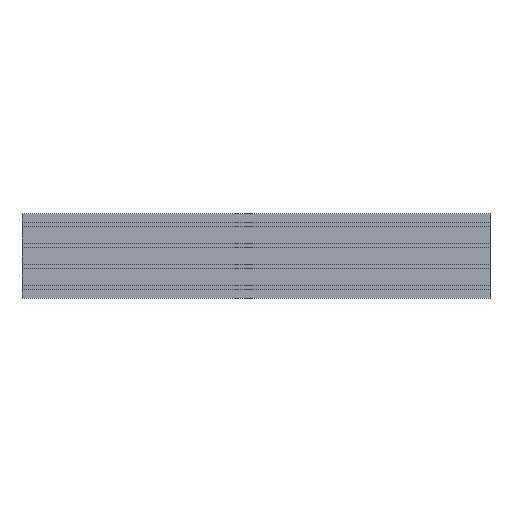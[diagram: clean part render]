
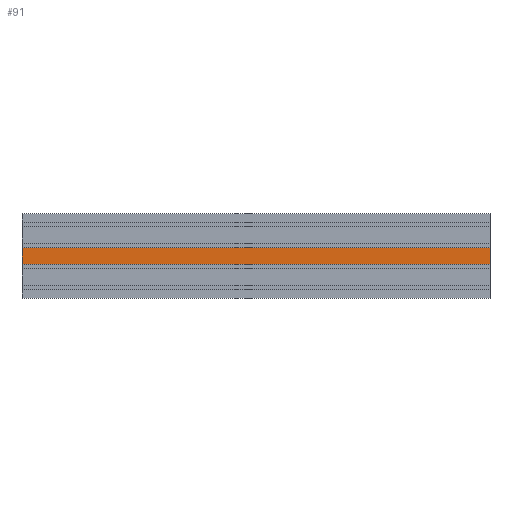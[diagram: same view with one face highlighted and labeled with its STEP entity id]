
A CAD part, top view. The second image highlights one B-rep face of the part: STEP entity #91.
In plain terms, the highlighted planar face has unit normal (0, 0, 1).
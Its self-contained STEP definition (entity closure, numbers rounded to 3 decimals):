
#91=ADVANCED_FACE('',(#217),#218,.T.);
#217=FACE_OUTER_BOUND('',#379,.T.);
#218=PLANE('',#380);
#379=EDGE_LOOP('',(#575,#576,#577,#578));
#380=AXIS2_PLACEMENT_3D('',#579,#580,#581);
#575=ORIENTED_EDGE('',*,*,#1033,.T.);
#576=ORIENTED_EDGE('',*,*,#1034,.F.);
#577=ORIENTED_EDGE('',*,*,#1035,.T.);
#578=ORIENTED_EDGE('',*,*,#1030,.T.);
#579=CARTESIAN_POINT('',(0.0,0.0,22.5));
#580=DIRECTION('',(0.0,0.0,1.0));
#581=DIRECTION('',(0.0,-1.0,0.0));
#1030=EDGE_CURVE('',#1242,#1240,#1243,.T.);
#1033=EDGE_CURVE('',#1240,#1246,#1247,.T.);
#1034=EDGE_CURVE('',#1248,#1246,#1249,.T.);
#1035=EDGE_CURVE('',#1248,#1242,#1250,.T.);
#1240=VERTEX_POINT('',#1545);
#1242=VERTEX_POINT('',#1548);
#1243=LINE('',#1549,#1550);
#1246=VERTEX_POINT('',#1554);
#1247=LINE('',#1555,#1556);
#1248=VERTEX_POINT('',#1557);
#1249=LINE('',#1558,#1559);
#1250=LINE('',#1560,#1561);
#1545=CARTESIAN_POINT('',(1000.0,-17.5,22.5));
#1548=CARTESIAN_POINT('',(0.0,-17.5,22.5));
#1549=CARTESIAN_POINT('',(0.0,-17.5,22.5));
#1550=VECTOR('',#1951,1.0);
#1554=CARTESIAN_POINT('',(1000.0,17.5,22.5));
#1555=CARTESIAN_POINT('',(1000.0,17.5,22.5));
#1556=VECTOR('',#1953,1.0);
#1557=CARTESIAN_POINT('',(0.0,17.5,22.5));
#1558=CARTESIAN_POINT('',(0.0,17.5,22.5));
#1559=VECTOR('',#1954,1.0);
#1560=CARTESIAN_POINT('',(0.0,17.5,22.5));
#1561=VECTOR('',#1955,1.0);
#1951=DIRECTION('',(1.0,0.0,0.0));
#1953=DIRECTION('',(0.0,1.0,0.0));
#1954=DIRECTION('',(1.0,0.0,0.0));
#1955=DIRECTION('',(0.0,-1.0,0.0));
